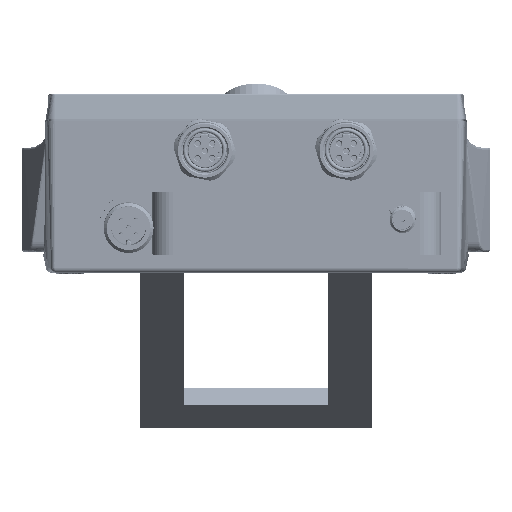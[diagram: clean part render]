
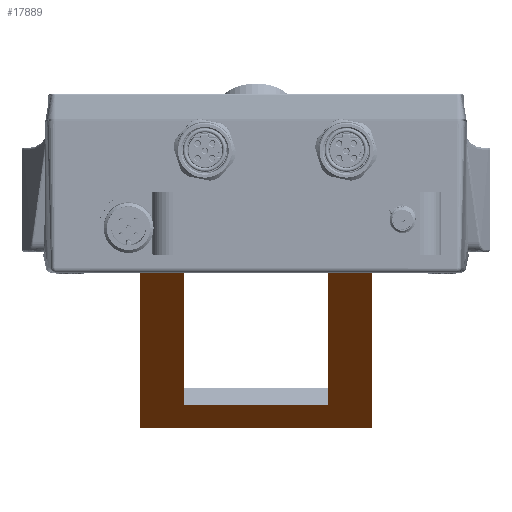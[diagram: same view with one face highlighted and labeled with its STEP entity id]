
A CAD part, front view. The second image highlights one B-rep face of the part: STEP entity #17889.
In plain terms, the highlighted face is planar.
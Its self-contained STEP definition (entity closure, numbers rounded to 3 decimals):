
#2764 = VECTOR ( 'NONE', #19524, 1000. ) ;
#3334 = DIRECTION ( 'NONE',  ( 0., 0., -1. ) ) ;
#8937 = VECTOR ( 'NONE', #64299, 1000. ) ;
#9467 = DIRECTION ( 'NONE',  ( 0.832, -0.555, 0. ) ) ;
#10799 = CARTESIAN_POINT ( 'NONE',  ( -47.39, 8.866, -27.792 ) ) ;
#17889 = ADVANCED_FACE ( 'NONE', ( #265105, #101817 ), #179463, .F. ) ;
#19524 = DIRECTION ( 'NONE',  ( -0.832, 0.555, 0. ) ) ;
#22159 = CARTESIAN_POINT ( 'NONE',  ( -32.94, -0.772, 22.069 ) ) ;
#22397 = LINE ( 'NONE', #64554, #160080 ) ;
#22628 = CARTESIAN_POINT ( 'NONE',  ( -47.39, 8.866, 27.792 ) ) ;
#26865 = EDGE_CURVE ( 'NONE', #140403, #44669, #30005, .T. ) ;
#27803 = LINE ( 'NONE', #40532, #40735 ) ;
#29578 = EDGE_CURVE ( 'NONE', #206923, #140403, #252539, .T. ) ;
#30005 = LINE ( 'NONE', #198611, #208151 ) ;
#31294 = ORIENTED_EDGE ( 'NONE', *, *, #26865, .F. ) ;
#40418 = CARTESIAN_POINT ( 'NONE',  ( -47.39, 8.866, -27.792 ) ) ;
#40532 = CARTESIAN_POINT ( 'NONE',  ( 21.134, -36.841, 22.069 ) ) ;
#40562 = VERTEX_POINT ( 'NONE', #193254 ) ;
#40735 = VECTOR ( 'NONE', #205148, 1000. ) ;
#41741 = CARTESIAN_POINT ( 'NONE',  ( -47.39, 8.866, 27.792 ) ) ;
#44669 = VERTEX_POINT ( 'NONE', #151498 ) ;
#45756 = DIRECTION ( 'NONE',  ( 0.832, -0.555, 0. ) ) ;
#51311 = DIRECTION ( 'NONE',  ( -0.832, 0.555, 0. ) ) ;
#54545 = VECTOR ( 'NONE', #9467, 1000. ) ;
#64299 = DIRECTION ( 'NONE',  ( 0., 0., -1. ) ) ;
#64554 = CARTESIAN_POINT ( 'NONE',  ( -47.39, 8.866, -27.792 ) ) ;
#67177 = CARTESIAN_POINT ( 'NONE',  ( 21.134, -36.841, 17.208 ) ) ;
#71137 = VERTEX_POINT ( 'NONE', #67177 ) ;
#73057 = LINE ( 'NONE', #154700, #141942 ) ;
#91273 = ORIENTED_EDGE ( 'NONE', *, *, #142642, .F. ) ;
#95074 = CARTESIAN_POINT ( 'NONE',  ( 21.134, -36.841, -17.208 ) ) ;
#96043 = ORIENTED_EDGE ( 'NONE', *, *, #231134, .T. ) ;
#101817 = FACE_OUTER_BOUND ( 'NONE', #174504, .T. ) ;
#119499 = EDGE_CURVE ( 'NONE', #206923, #164901, #22397, .T. ) ;
#140001 = DIRECTION ( 'NONE',  ( -0.832, 0.555, 0. ) ) ;
#140403 = VERTEX_POINT ( 'NONE', #238939 ) ;
#141942 = VECTOR ( 'NONE', #51311, 1000. ) ;
#142642 = EDGE_CURVE ( 'NONE', #148129, #40562, #256034, .T. ) ;
#148129 = VERTEX_POINT ( 'NONE', #224169 ) ;
#151498 = CARTESIAN_POINT ( 'NONE',  ( 29.453, -42.39, -27.792 ) ) ;
#154700 = CARTESIAN_POINT ( 'NONE',  ( -47.39, 8.866, -17.208 ) ) ;
#155877 = AXIS2_PLACEMENT_3D ( 'NONE', #225660, #184821, #140001 ) ;
#160080 = VECTOR ( 'NONE', #3334, 1000. ) ;
#161040 = ORIENTED_EDGE ( 'NONE', *, *, #119499, .T. ) ;
#164901 = VERTEX_POINT ( 'NONE', #40418 ) ;
#174116 = LINE ( 'NONE', #10799, #54545 ) ;
#174504 = EDGE_LOOP ( 'NONE', ( #161040, #96043, #31294, #243722 ) ) ;
#179463 = PLANE ( 'NONE',  #155877 ) ;
#184821 = DIRECTION ( 'NONE',  ( 0.555, 0.832, 0. ) ) ;
#193254 = CARTESIAN_POINT ( 'NONE',  ( -32.94, -0.772, -17.208 ) ) ;
#195821 = ORIENTED_EDGE ( 'NONE', *, *, #256953, .T. ) ;
#198611 = CARTESIAN_POINT ( 'NONE',  ( 29.453, -42.39, -17.208 ) ) ;
#203217 = EDGE_LOOP ( 'NONE', ( #91273, #222461, #195821, #245113 ) ) ;
#205148 = DIRECTION ( 'NONE',  ( 0., 0., -1. ) ) ;
#205257 = EDGE_CURVE ( 'NONE', #71137, #148129, #222332, .T. ) ;
#205909 = CARTESIAN_POINT ( 'NONE',  ( -47.39, 8.866, 17.208 ) ) ;
#206923 = VERTEX_POINT ( 'NONE', #22628 ) ;
#208151 = VECTOR ( 'NONE', #220396, 1000. ) ;
#220396 = DIRECTION ( 'NONE',  ( 0., 0., -1. ) ) ;
#222332 = LINE ( 'NONE', #205909, #2764 ) ;
#222461 = ORIENTED_EDGE ( 'NONE', *, *, #205257, .F. ) ;
#224169 = CARTESIAN_POINT ( 'NONE',  ( -32.94, -0.772, 17.208 ) ) ;
#225660 = CARTESIAN_POINT ( 'NONE',  ( -10.499, -15.741, 0. ) ) ;
#231134 = EDGE_CURVE ( 'NONE', #164901, #44669, #174116, .T. ) ;
#232615 = EDGE_CURVE ( 'NONE', #238054, #40562, #73057, .T. ) ;
#238054 = VERTEX_POINT ( 'NONE', #95074 ) ;
#238939 = CARTESIAN_POINT ( 'NONE',  ( 29.453, -42.39, 27.792 ) ) ;
#243722 = ORIENTED_EDGE ( 'NONE', *, *, #29578, .F. ) ;
#245113 = ORIENTED_EDGE ( 'NONE', *, *, #232615, .T. ) ;
#252539 = LINE ( 'NONE', #41741, #254381 ) ;
#254381 = VECTOR ( 'NONE', #45756, 1000. ) ;
#256034 = LINE ( 'NONE', #22159, #8937 ) ;
#256953 = EDGE_CURVE ( 'NONE', #71137, #238054, #27803, .T. ) ;
#265105 = FACE_BOUND ( 'NONE', #203217, .T. ) ;
